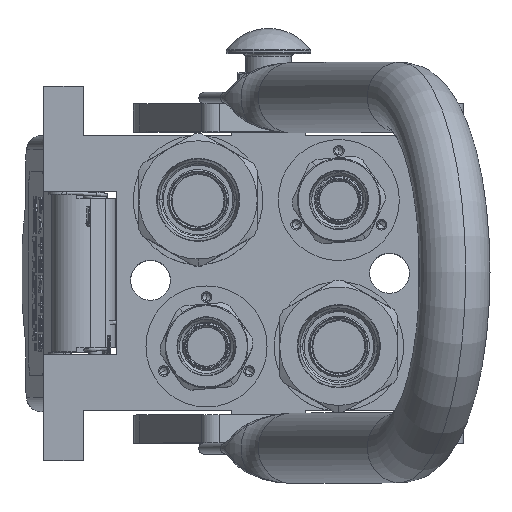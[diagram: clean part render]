
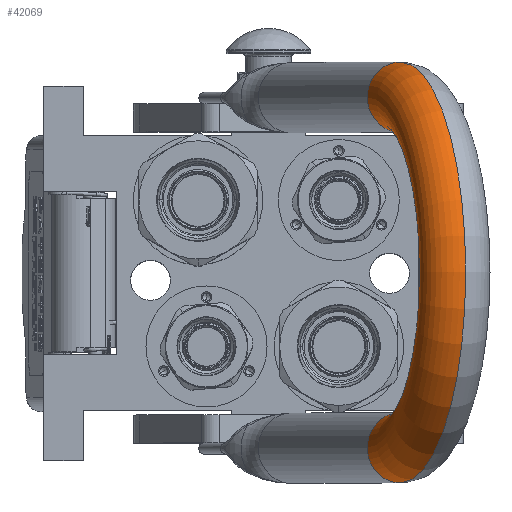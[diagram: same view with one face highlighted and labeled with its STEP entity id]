
A CAD part, top view. The second image highlights one B-rep face of the part: STEP entity #42069.
In plain terms, the highlighted toroidal (fillet/blend) face has major radius 62.25 mm and minor radius 12.5 mm.
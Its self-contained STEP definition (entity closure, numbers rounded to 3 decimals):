
#1038 = DIRECTION ( 'NONE',  ( 0., 1., 0. ) ) ;
#6085 = VERTEX_POINT ( 'NONE', #18609 ) ;
#12515 = CARTESIAN_POINT ( 'NONE',  ( -49.75, 0., 125.25 ) ) ;
#15714 = DIRECTION ( 'NONE',  ( 0., 0., 1. ) ) ;
#18404 = VERTEX_POINT ( 'NONE', #140766 ) ;
#18609 = CARTESIAN_POINT ( 'NONE',  ( 74.75, 0., 125.25 ) ) ;
#37016 = ORIENTED_EDGE ( 'NONE', *, *, #121130, .T. ) ;
#41982 = CARTESIAN_POINT ( 'NONE',  ( 0., 0., 125.25 ) ) ;
#42069 = ADVANCED_FACE ( 'NONE', ( #117497 ), #119306, .T. ) ;
#45194 = DIRECTION ( 'NONE',  ( -1., 0., 0. ) ) ;
#46316 = CARTESIAN_POINT ( 'NONE',  ( 0., 0., 125.25 ) ) ;
#47327 = EDGE_CURVE ( 'NONE', #6085, #127413, #77622, .T. ) ;
#52758 = CIRCLE ( 'NONE', #102623, 49.75 ) ;
#54051 = EDGE_LOOP ( 'NONE', ( #37016, #76593, #127859, #112510 ) ) ;
#54910 = DIRECTION ( 'NONE',  ( 0., 1., 0. ) ) ;
#61431 = DIRECTION ( 'NONE',  ( -1., 0., 0. ) ) ;
#63898 = DIRECTION ( 'NONE',  ( 1., 0., 0. ) ) ;
#69620 = DIRECTION ( 'NONE',  ( -1., 0., 0. ) ) ;
#73060 = AXIS2_PLACEMENT_3D ( 'NONE', #41982, #142533, #63898 ) ;
#76593 = ORIENTED_EDGE ( 'NONE', *, *, #47327, .F. ) ;
#77622 = CIRCLE ( 'NONE', #119233, 12.5 ) ;
#82877 = EDGE_CURVE ( 'NONE', #18404, #6085, #113815, .T. ) ;
#101166 = AXIS2_PLACEMENT_3D ( 'NONE', #127065, #15714, #61431 ) ;
#102623 = AXIS2_PLACEMENT_3D ( 'NONE', #122488, #54910, #45194 ) ;
#108482 = CARTESIAN_POINT ( 'NONE',  ( 62.25, 0., 125.25 ) ) ;
#112360 = CIRCLE ( 'NONE', #101166, 12.5 ) ;
#112510 = ORIENTED_EDGE ( 'NONE', *, *, #116484, .T. ) ;
#113815 = CIRCLE ( 'NONE', #141782, 74.75 ) ;
#116484 = EDGE_CURVE ( 'NONE', #18404, #128605, #112360, .T. ) ;
#117497 = FACE_OUTER_BOUND ( 'NONE', #54051, .T. ) ;
#119233 = AXIS2_PLACEMENT_3D ( 'NONE', #108482, #119635, #130869 ) ;
#119306 = TOROIDAL_SURFACE ( 'NONE', #73060, 62.25, 12.5 ) ;
#119635 = DIRECTION ( 'NONE',  ( 0., 0., -1. ) ) ;
#121130 = EDGE_CURVE ( 'NONE', #128605, #127413, #52758, .T. ) ;
#122488 = CARTESIAN_POINT ( 'NONE',  ( 0., 0., 125.25 ) ) ;
#127065 = CARTESIAN_POINT ( 'NONE',  ( -62.25, 0., 125.25 ) ) ;
#127413 = VERTEX_POINT ( 'NONE', #143436 ) ;
#127859 = ORIENTED_EDGE ( 'NONE', *, *, #82877, .F. ) ;
#128605 = VERTEX_POINT ( 'NONE', #12515 ) ;
#130869 = DIRECTION ( 'NONE',  ( 1., 0., 0. ) ) ;
#140766 = CARTESIAN_POINT ( 'NONE',  ( -74.75, 0., 125.25 ) ) ;
#141782 = AXIS2_PLACEMENT_3D ( 'NONE', #46316, #1038, #69620 ) ;
#142533 = DIRECTION ( 'NONE',  ( 0., 1., 0. ) ) ;
#143436 = CARTESIAN_POINT ( 'NONE',  ( 49.75, 0., 125.25 ) ) ;
